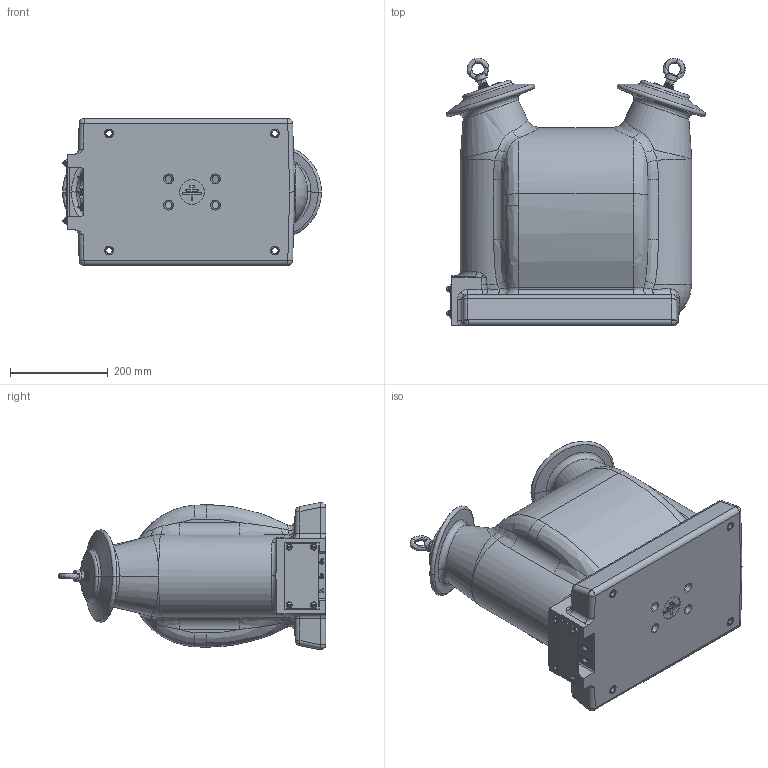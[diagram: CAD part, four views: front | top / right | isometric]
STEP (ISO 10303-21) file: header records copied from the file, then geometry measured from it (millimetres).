
FILE_DESCRIPTION (( 'STEP AP203' ), '1' );
FILE_NAME ('恂-10.STEP', '2022-08-01T11:47:19', ( '' ), ( '' ), 'SwSTEP 2.0', 'SolidWorks 2010', '' );
FILE_SCHEMA (( 'CONFIG_CONTROL_DESIGN' ));
Length unit declared in the file: millimetre
Products named in the file (1): 恂-10
Bounding box: 530.49 x 548.07 x 301.15 mm (x, y, z)
Surface area: 929900.7 mm2 (no closed solid volume)
Topology: 0 solids, 50 shells, 471 faces, 1536 edges, 1077 vertices
Faces by surface type: plane 154, cylinder 122, bspline 86, cone 68, sphere 26, torus 15
Entity records: 30959 total; most frequent: CARTESIAN_POINT 17967, DIRECTION 2709, ORIENTED_EDGE 2470, EDGE_CURVE 1530, VERTEX_POINT 1077, AXIS2_PLACEMENT_3D 1064, CIRCLE 678, LINE 581
